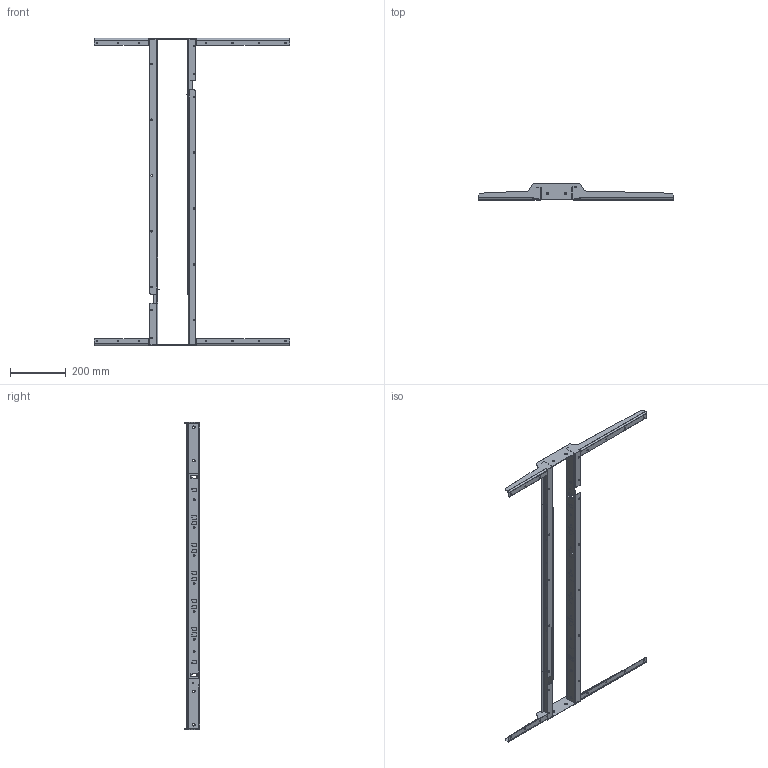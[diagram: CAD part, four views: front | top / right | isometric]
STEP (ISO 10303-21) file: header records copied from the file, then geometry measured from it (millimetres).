
FILE_DESCRIPTION (( 'STEP AP203' ), '1' );
FILE_NAME ('L Rahmen DD.STEP', '2016-04-15T07:35:29', ( 'admin' ), ( 'Hewlett-Packard Company' ), 'SwSTEP 2.0', 'SolidWorks 2014', '' );
FILE_SCHEMA (( 'CONFIG_CONTROL_DESIGN' ));
Length unit declared in the file: millimetre
Products named in the file (1): L Rahmen DD
Bounding box: 700 x 55.5 x 1101.5 mm (x, y, z)
Volume: 681751 mm3; surface area: 676497.7 mm2
Topology: 2 solids, 2 shells, 550 faces, 1530 edges, 984 vertices
Faces by surface type: plane 362, cylinder 188
Entity records: 17905 total; most frequent: CARTESIAN_POINT 3065, ORIENTED_EDGE 3060, DIRECTION 3012, EDGE_CURVE 1530, LINE 1150, VECTOR 1150, VERTEX_POINT 984, AXIS2_PLACEMENT_3D 931
